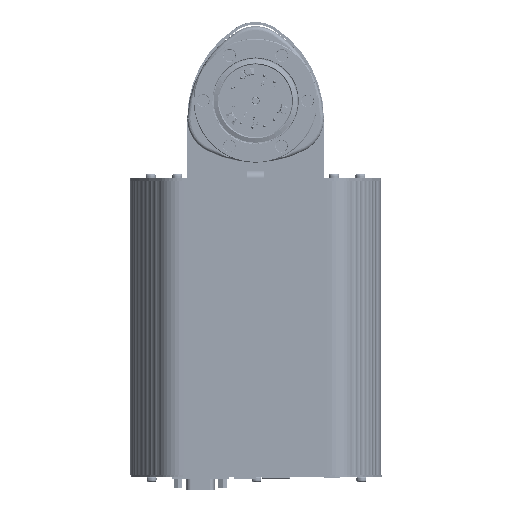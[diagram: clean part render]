
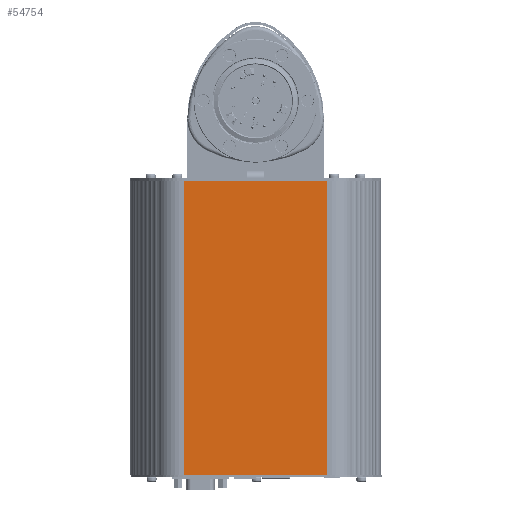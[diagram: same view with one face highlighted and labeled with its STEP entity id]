
A CAD part, front view. The second image highlights one B-rep face of the part: STEP entity #54754.
In plain terms, the highlighted planar face has unit normal (0, -1, 0).
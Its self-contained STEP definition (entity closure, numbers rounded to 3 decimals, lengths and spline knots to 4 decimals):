
#54754=ADVANCED_FACE('',(#60668),#57978,.T.);
#57978=PLANE('',#127622);
#60668=FACE_OUTER_BOUND('',#66442,.T.);
#66442=EDGE_LOOP('',(#82342,#82343,#82344,#82345));
#82342=ORIENTED_EDGE('',*,*,#107665,.T.);
#82343=ORIENTED_EDGE('',*,*,#107664,.T.);
#82344=ORIENTED_EDGE('',*,*,#107613,.T.);
#82345=ORIENTED_EDGE('',*,*,#107666,.F.);
#97117=VERTEX_POINT('',#177430);
#97118=VERTEX_POINT('',#177432);
#97150=VERTEX_POINT('',#177530);
#97151=VERTEX_POINT('',#177534);
#107613=EDGE_CURVE('',#97118,#97117,#115158,.T.);
#107664=EDGE_CURVE('',#97150,#97118,#115179,.T.);
#107665=EDGE_CURVE('',#97151,#97150,#115180,.T.);
#107666=EDGE_CURVE('',#97151,#97117,#115181,.T.);
#115158=LINE('',#177431,#119586);
#115179=LINE('',#177531,#119607);
#115180=LINE('',#177533,#119608);
#115181=LINE('',#177535,#119609);
#119586=VECTOR('',#145922,1.);
#119607=VECTOR('',#146035,1.);
#119608=VECTOR('',#146038,1.);
#119609=VECTOR('',#146039,1.);
#127622=AXIS2_PLACEMENT_3D('',#177536,#146040,#146041);
#145922=DIRECTION('',(-1.,0.,0.));
#146035=DIRECTION('',(0.,0.,1.));
#146038=DIRECTION('',(1.,0.,0.));
#146039=DIRECTION('',(0.,0.,1.));
#146040=DIRECTION('',(0.,-1.,0.));
#146041=DIRECTION('',(0.,0.,1.));
#177430=CARTESIAN_POINT('',(-1.3448,-2.7728,6.6359));
#177431=CARTESIAN_POINT('',(1.8294,-2.7728,6.6359));
#177432=CARTESIAN_POINT('',(1.8294,-2.7728,6.6359));
#177530=CARTESIAN_POINT('',(1.8294,-2.7728,0.1399));
#177531=CARTESIAN_POINT('',(1.8294,-2.7728,0.1399));
#177533=CARTESIAN_POINT('',(-1.3448,-2.7728,0.1399));
#177534=CARTESIAN_POINT('',(-1.3448,-2.7728,0.1399));
#177535=CARTESIAN_POINT('',(-1.3448,-2.7728,0.1399));
#177536=CARTESIAN_POINT('',(-1.3448,-2.7728,0.1399));
